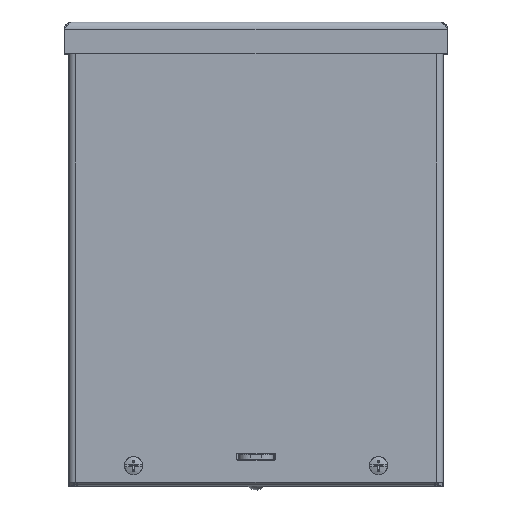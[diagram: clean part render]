
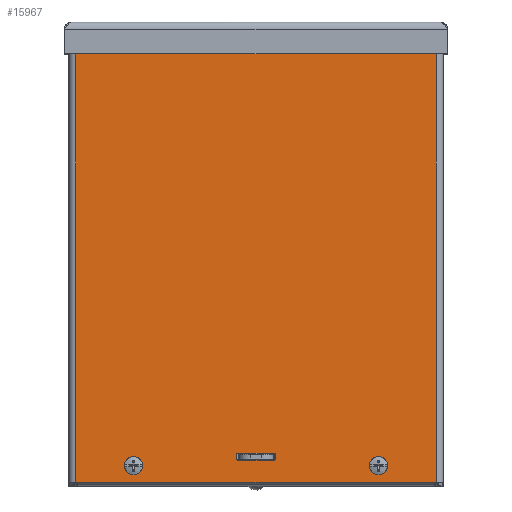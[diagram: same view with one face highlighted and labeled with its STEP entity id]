
A CAD part, top view. The second image highlights one B-rep face of the part: STEP entity #15967.
In plain terms, the highlighted planar face has unit normal (0, 0, 1).
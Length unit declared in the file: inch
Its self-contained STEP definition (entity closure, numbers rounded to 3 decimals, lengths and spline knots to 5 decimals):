
#343 = ORIENTED_EDGE ( 'NONE', *, *, #4074, .T. ) ;
#658 = FACE_BOUND ( 'NONE', #16904, .T. ) ;
#912 = DIRECTION ( 'NONE',  ( 1., 0., 0. ) ) ;
#1174 = CARTESIAN_POINT ( 'NONE',  ( -3.90625, 4.95312, 2.19362 ) ) ;
#1201 = DIRECTION ( 'NONE',  ( 0., 0., -1. ) ) ;
#1247 = AXIS2_PLACEMENT_3D ( 'NONE', #2692, #10837, #13593 ) ;
#1393 = DIRECTION ( 'NONE',  ( 0., 0., 1. ) ) ;
#1667 = VERTEX_POINT ( 'NONE', #7398 ) ;
#1936 = EDGE_CURVE ( 'NONE', #11863, #5563, #2557, .T. ) ;
#1987 = DIRECTION ( 'NONE',  ( 1., 0., 0. ) ) ;
#2153 = FACE_OUTER_BOUND ( 'NONE', #14009, .T. ) ;
#2178 = LINE ( 'NONE', #15848, #11512 ) ;
#2255 = CARTESIAN_POINT ( 'NONE',  ( -0.39063, -4.41488, 2.19362 ) ) ;
#2351 = ORIENTED_EDGE ( 'NONE', *, *, #10444, .T. ) ;
#2354 = CARTESIAN_POINT ( 'NONE',  ( 3.90625, 4.95312, 2.19362 ) ) ;
#2393 = VERTEX_POINT ( 'NONE', #2354 ) ;
#2434 = VECTOR ( 'NONE', #5689, 39.37008 ) ;
#2557 = CIRCLE ( 'NONE', #3594, 0.03125 ) ;
#2584 = ORIENTED_EDGE ( 'NONE', *, *, #12358, .T. ) ;
#2623 = DIRECTION ( 'NONE',  ( 0., 0., 1. ) ) ;
#2692 = CARTESIAN_POINT ( 'NONE',  ( -2.65625, -4.5625, 2.19362 ) ) ;
#2891 = CIRCLE ( 'NONE', #11353, 0.125 ) ;
#2929 = CARTESIAN_POINT ( 'NONE',  ( 3.90625, -2.45313, 2.19362 ) ) ;
#3024 = PLANE ( 'NONE',  #17748 ) ;
#3097 = ORIENTED_EDGE ( 'NONE', *, *, #16175, .T. ) ;
#3153 = DIRECTION ( 'NONE',  ( 0., 0., -1. ) ) ;
#3448 = DIRECTION ( 'NONE',  ( 0., 1., 0. ) ) ;
#3593 = CARTESIAN_POINT ( 'NONE',  ( -0.39063, -4.28988, 2.19362 ) ) ;
#3594 = AXIS2_PLACEMENT_3D ( 'NONE', #10941, #2623, #8184 ) ;
#3601 = EDGE_CURVE ( 'NONE', #14922, #17692, #9812, .T. ) ;
#3631 = CARTESIAN_POINT ( 'NONE',  ( -2.53125, -4.5625, 2.19362 ) ) ;
#3642 = AXIS2_PLACEMENT_3D ( 'NONE', #10868, #16093, #912 ) ;
#3907 = AXIS2_PLACEMENT_3D ( 'NONE', #12290, #1393, #12425 ) ;
#4074 = EDGE_CURVE ( 'NONE', #11863, #7529, #10375, .T. ) ;
#4082 = EDGE_LOOP ( 'NONE', ( #2584, #11233, #343, #7773, #15370, #9049, #17818, #7559 ) ) ;
#4165 = CARTESIAN_POINT ( 'NONE',  ( -0.39063, -4.32113, 2.19362 ) ) ;
#4322 = CARTESIAN_POINT ( 'NONE',  ( 0.39062, -4.44613, 2.19362 ) ) ;
#4395 = CIRCLE ( 'NONE', #12512, 0.125 ) ;
#4521 = CARTESIAN_POINT ( 'NONE',  ( 3.90625, -4.92188, 2.19362 ) ) ;
#4539 = AXIS2_PLACEMENT_3D ( 'NONE', #4165, #5550, #6820 ) ;
#4639 = CIRCLE ( 'NONE', #3642, 0.125 ) ;
#4692 = DIRECTION ( 'NONE',  ( 0., -1., 0. ) ) ;
#4794 = VECTOR ( 'NONE', #3448, 39.37008 ) ;
#4996 = EDGE_CURVE ( 'NONE', #17692, #2393, #16519, .T. ) ;
#5334 = AXIS2_PLACEMENT_3D ( 'NONE', #2255, #16188, #10534 ) ;
#5382 = FACE_BOUND ( 'NONE', #12354, .T. ) ;
#5516 = EDGE_CURVE ( 'NONE', #13807, #13807, #8260, .T. ) ;
#5532 = DIRECTION ( 'NONE',  ( 1., 0., 0. ) ) ;
#5537 = CARTESIAN_POINT ( 'NONE',  ( 2.78125, 4.59375, 2.19362 ) ) ;
#5550 = DIRECTION ( 'NONE',  ( 0., 0., 1. ) ) ;
#5563 = VERTEX_POINT ( 'NONE', #16557 ) ;
#5689 = DIRECTION ( 'NONE',  ( 0., 1., 0. ) ) ;
#5813 = EDGE_CURVE ( 'NONE', #13853, #14922, #2178, .T. ) ;
#6189 = CIRCLE ( 'NONE', #5334, 0.03125 ) ;
#6296 = VECTOR ( 'NONE', #1987, 39.37008 ) ;
#6402 = VERTEX_POINT ( 'NONE', #6806 ) ;
#6806 = CARTESIAN_POINT ( 'NONE',  ( -2.53125, 4.59375, 2.19362 ) ) ;
#6807 = CIRCLE ( 'NONE', #4539, 0.03125 ) ;
#6820 = DIRECTION ( 'NONE',  ( -0.707, 0.707, 0. ) ) ;
#6925 = DIRECTION ( 'NONE',  ( 1., 0., 0. ) ) ;
#6967 = LINE ( 'NONE', #12493, #10698 ) ;
#7352 = EDGE_LOOP ( 'NONE', ( #13149 ) ) ;
#7386 = ORIENTED_EDGE ( 'NONE', *, *, #14525, .T. ) ;
#7398 = CARTESIAN_POINT ( 'NONE',  ( -0.42188, -4.41488, 2.19362 ) ) ;
#7444 = VECTOR ( 'NONE', #12021, 39.37008 ) ;
#7529 = VERTEX_POINT ( 'NONE', #15016 ) ;
#7559 = ORIENTED_EDGE ( 'NONE', *, *, #10473, .F. ) ;
#7570 = CARTESIAN_POINT ( 'NONE',  ( -0.42188, -2.21525, 2.19362 ) ) ;
#7700 = VERTEX_POINT ( 'NONE', #5537 ) ;
#7773 = ORIENTED_EDGE ( 'NONE', *, *, #13715, .F. ) ;
#7962 = ORIENTED_EDGE ( 'NONE', *, *, #5813, .T. ) ;
#8184 = DIRECTION ( 'NONE',  ( 0.707, -0.707, 0. ) ) ;
#8260 = CIRCLE ( 'NONE', #1247, 0.125 ) ;
#8453 = FACE_BOUND ( 'NONE', #4082, .T. ) ;
#8605 = DIRECTION ( 'NONE',  ( 0., 0., -1. ) ) ;
#8789 = CARTESIAN_POINT ( 'NONE',  ( -3.90625, -4.92188, 2.19362 ) ) ;
#9006 = ORIENTED_EDGE ( 'NONE', *, *, #4996, .T. ) ;
#9049 = ORIENTED_EDGE ( 'NONE', *, *, #14598, .F. ) ;
#9101 = FACE_BOUND ( 'NONE', #7352, .T. ) ;
#9643 = CARTESIAN_POINT ( 'NONE',  ( -2.65625, 4.59375, 2.19362 ) ) ;
#9812 = LINE ( 'NONE', #10299, #6296 ) ;
#9892 = DIRECTION ( 'NONE',  ( 1., 0., 0. ) ) ;
#10053 = LINE ( 'NONE', #7570, #4794 ) ;
#10141 = CARTESIAN_POINT ( 'NONE',  ( 0.39062, -4.28988, 2.19362 ) ) ;
#10250 = DIRECTION ( 'NONE',  ( -1., 0., 0. ) ) ;
#10299 = CARTESIAN_POINT ( 'NONE',  ( -4.059, -4.92188, 2.19362 ) ) ;
#10375 = LINE ( 'NONE', #16875, #10598 ) ;
#10444 = EDGE_CURVE ( 'NONE', #6402, #6402, #2891, .T. ) ;
#10473 = EDGE_CURVE ( 'NONE', #13345, #14143, #10724, .T. ) ;
#10534 = DIRECTION ( 'NONE',  ( -0.707, -0.707, 0. ) ) ;
#10598 = VECTOR ( 'NONE', #11361, 39.37008 ) ;
#10698 = VECTOR ( 'NONE', #5532, 39.37008 ) ;
#10724 = CIRCLE ( 'NONE', #3907, 0.03125 ) ;
#10837 = DIRECTION ( 'NONE',  ( 0., 0., -1. ) ) ;
#10868 = CARTESIAN_POINT ( 'NONE',  ( 2.65625, -4.5625, 2.19362 ) ) ;
#10941 = CARTESIAN_POINT ( 'NONE',  ( 0.39063, -4.41488, 2.19362 ) ) ;
#10973 = CARTESIAN_POINT ( 'NONE',  ( 0.42187, -4.32113, 2.19362 ) ) ;
#11233 = ORIENTED_EDGE ( 'NONE', *, *, #1936, .F. ) ;
#11353 = AXIS2_PLACEMENT_3D ( 'NONE', #9643, #1201, #6925 ) ;
#11361 = DIRECTION ( 'NONE',  ( -1., 0., 0. ) ) ;
#11467 = LINE ( 'NONE', #12913, #16218 ) ;
#11469 = CARTESIAN_POINT ( 'NONE',  ( 2.65625, 4.59375, 2.19362 ) ) ;
#11504 = VERTEX_POINT ( 'NONE', #11803 ) ;
#11512 = VECTOR ( 'NONE', #4692, 39.37008 ) ;
#11803 = CARTESIAN_POINT ( 'NONE',  ( -0.42188, -4.32113, 2.19362 ) ) ;
#11863 = VERTEX_POINT ( 'NONE', #4322 ) ;
#12021 = DIRECTION ( 'NONE',  ( 0., -1., 0. ) ) ;
#12136 = VERTEX_POINT ( 'NONE', #3593 ) ;
#12290 = CARTESIAN_POINT ( 'NONE',  ( 0.39063, -4.32113, 2.19362 ) ) ;
#12354 = EDGE_LOOP ( 'NONE', ( #16647 ) ) ;
#12358 = EDGE_CURVE ( 'NONE', #13345, #5563, #16776, .T. ) ;
#12370 = CARTESIAN_POINT ( 'NONE',  ( 2.78125, -4.5625, 2.19362 ) ) ;
#12425 = DIRECTION ( 'NONE',  ( 0.707, 0.707, 0. ) ) ;
#12493 = CARTESIAN_POINT ( 'NONE',  ( -0.21094, -4.28988, 2.19362 ) ) ;
#12506 = VERTEX_POINT ( 'NONE', #12370 ) ;
#12512 = AXIS2_PLACEMENT_3D ( 'NONE', #11469, #3153, #12875 ) ;
#12875 = DIRECTION ( 'NONE',  ( 1., 0., 0. ) ) ;
#12913 = CARTESIAN_POINT ( 'NONE',  ( 4.059, 4.95313, 2.19362 ) ) ;
#13149 = ORIENTED_EDGE ( 'NONE', *, *, #14854, .T. ) ;
#13345 = VERTEX_POINT ( 'NONE', #10973 ) ;
#13354 = CARTESIAN_POINT ( 'NONE',  ( 0.42188, -2.13713, 2.19362 ) ) ;
#13593 = DIRECTION ( 'NONE',  ( 1., 0., 0. ) ) ;
#13715 = EDGE_CURVE ( 'NONE', #1667, #7529, #6189, .T. ) ;
#13807 = VERTEX_POINT ( 'NONE', #3631 ) ;
#13853 = VERTEX_POINT ( 'NONE', #1174 ) ;
#14009 = EDGE_LOOP ( 'NONE', ( #9006, #3097, #7962, #17832 ) ) ;
#14063 = CARTESIAN_POINT ( 'NONE',  ( 0., 0.01562, 2.19362 ) ) ;
#14143 = VERTEX_POINT ( 'NONE', #10141 ) ;
#14525 = EDGE_CURVE ( 'NONE', #12506, #12506, #4639, .T. ) ;
#14598 = EDGE_CURVE ( 'NONE', #12136, #11504, #6807, .T. ) ;
#14854 = EDGE_CURVE ( 'NONE', #7700, #7700, #4395, .T. ) ;
#14922 = VERTEX_POINT ( 'NONE', #8789 ) ;
#15016 = CARTESIAN_POINT ( 'NONE',  ( -0.39063, -4.44613, 2.19362 ) ) ;
#15370 = ORIENTED_EDGE ( 'NONE', *, *, #15402, .T. ) ;
#15402 = EDGE_CURVE ( 'NONE', #1667, #11504, #10053, .T. ) ;
#15848 = CARTESIAN_POINT ( 'NONE',  ( -3.90625, 2.48438, 2.19362 ) ) ;
#15967 = ADVANCED_FACE ( 'NONE', ( #2153, #5382, #658, #8453, #16255, #9101 ), #3024, .F. ) ;
#16093 = DIRECTION ( 'NONE',  ( 0., 0., -1. ) ) ;
#16175 = EDGE_CURVE ( 'NONE', #2393, #13853, #11467, .T. ) ;
#16188 = DIRECTION ( 'NONE',  ( 0., 0., 1. ) ) ;
#16218 = VECTOR ( 'NONE', #10250, 39.37008 ) ;
#16255 = FACE_BOUND ( 'NONE', #17797, .T. ) ;
#16519 = LINE ( 'NONE', #2929, #2434 ) ;
#16557 = CARTESIAN_POINT ( 'NONE',  ( 0.42187, -4.41488, 2.19362 ) ) ;
#16647 = ORIENTED_EDGE ( 'NONE', *, *, #5516, .T. ) ;
#16671 = EDGE_CURVE ( 'NONE', #12136, #14143, #6967, .T. ) ;
#16776 = LINE ( 'NONE', #13354, #7444 ) ;
#16875 = CARTESIAN_POINT ( 'NONE',  ( 0.21094, -4.44613, 2.19362 ) ) ;
#16904 = EDGE_LOOP ( 'NONE', ( #2351 ) ) ;
#17692 = VERTEX_POINT ( 'NONE', #4521 ) ;
#17748 = AXIS2_PLACEMENT_3D ( 'NONE', #14063, #8605, #9892 ) ;
#17797 = EDGE_LOOP ( 'NONE', ( #7386 ) ) ;
#17818 = ORIENTED_EDGE ( 'NONE', *, *, #16671, .T. ) ;
#17832 = ORIENTED_EDGE ( 'NONE', *, *, #3601, .T. ) ;
